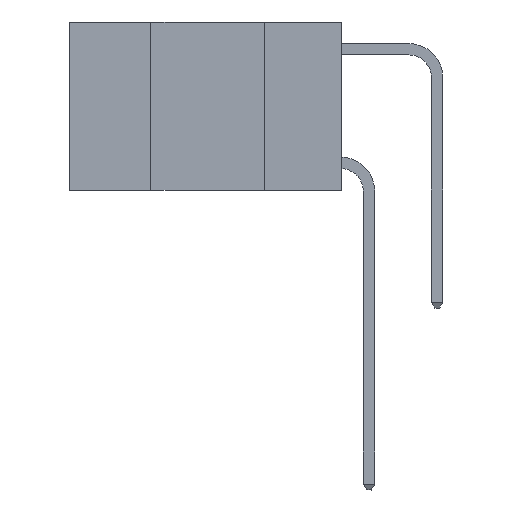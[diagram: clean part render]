
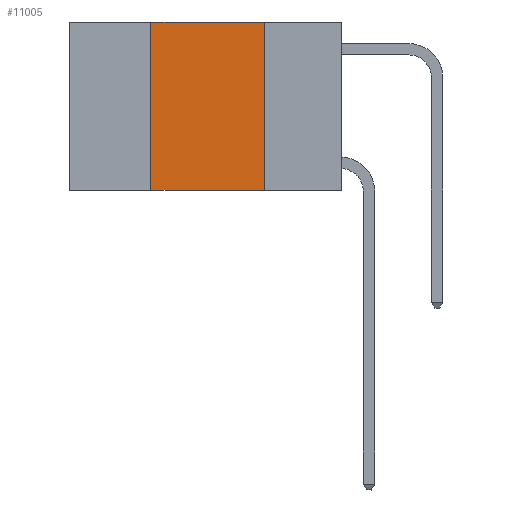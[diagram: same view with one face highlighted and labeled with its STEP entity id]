
A CAD part, left-side view. The second image highlights one B-rep face of the part: STEP entity #11005.
In plain terms, the highlighted planar face has unit normal (-1, 0, 0).
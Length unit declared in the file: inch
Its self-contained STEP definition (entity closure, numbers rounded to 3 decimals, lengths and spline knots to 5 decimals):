
#146 = VERTEX_POINT ( 'NONE', #1485 ) ;
#1485 = CARTESIAN_POINT ( 'NONE',  ( 0., 0.17, 0. ) ) ;
#1690 = CARTESIAN_POINT ( 'NONE',  ( 0., 0.6, 0. ) ) ;
#1803 = ORIENTED_EDGE ( 'NONE', *, *, #5991, .F. ) ;
#2826 = DIRECTION ( 'NONE',  ( 0., -1., 0. ) ) ;
#2960 = ORIENTED_EDGE ( 'NONE', *, *, #19555, .F. ) ;
#4339 = VECTOR ( 'NONE', #16655, 39.37008 ) ;
#4471 = VERTEX_POINT ( 'NONE', #11301 ) ;
#4523 = VERTEX_POINT ( 'NONE', #14477 ) ;
#4748 = DIRECTION ( 'NONE',  ( 1., 0., 0. ) ) ;
#5991 = EDGE_CURVE ( 'NONE', #4471, #146, #11299, .T. ) ;
#6034 = VECTOR ( 'NONE', #18864, 39.37008 ) ;
#6100 = CARTESIAN_POINT ( 'NONE',  ( 0., 0.42, -0.37 ) ) ;
#6619 = EDGE_CURVE ( 'NONE', #146, #4523, #8875, .T. ) ;
#6994 = ORIENTED_EDGE ( 'NONE', *, *, #6619, .F. ) ;
#8277 = CARTESIAN_POINT ( 'NONE',  ( 0., 0.42, 0. ) ) ;
#8875 = LINE ( 'NONE', #15131, #4339 ) ;
#9331 = CARTESIAN_POINT ( 'NONE',  ( 0., 0.6, -0.37 ) ) ;
#10854 = PLANE ( 'NONE',  #15269 ) ;
#11005 = ADVANCED_FACE ( 'NONE', ( #13911 ), #10854, .F. ) ;
#11299 = LINE ( 'NONE', #19449, #14859 ) ;
#11301 = CARTESIAN_POINT ( 'NONE',  ( 0., 0.42, 0. ) ) ;
#12233 = VERTEX_POINT ( 'NONE', #6100 ) ;
#12318 = ORIENTED_EDGE ( 'NONE', *, *, #18062, .T. ) ;
#12548 = LINE ( 'NONE', #9331, #16124 ) ;
#13911 = FACE_OUTER_BOUND ( 'NONE', #15155, .T. ) ;
#13930 = DIRECTION ( 'NONE',  ( 0., -1., 0. ) ) ;
#14477 = CARTESIAN_POINT ( 'NONE',  ( 0., 0.17, -0.37 ) ) ;
#14859 = VECTOR ( 'NONE', #2826, 39.37008 ) ;
#15131 = CARTESIAN_POINT ( 'NONE',  ( 0., 0.17, 0. ) ) ;
#15155 = EDGE_LOOP ( 'NONE', ( #6994, #1803, #2960, #12318 ) ) ;
#15269 = AXIS2_PLACEMENT_3D ( 'NONE', #1690, #4748, #15422 ) ;
#15422 = DIRECTION ( 'NONE',  ( 0., 0., -1. ) ) ;
#16124 = VECTOR ( 'NONE', #13930, 39.37008 ) ;
#16655 = DIRECTION ( 'NONE',  ( 0., 0., -1. ) ) ;
#18062 = EDGE_CURVE ( 'NONE', #12233, #4523, #12548, .T. ) ;
#18155 = LINE ( 'NONE', #8277, #6034 ) ;
#18864 = DIRECTION ( 'NONE',  ( 0., 0., 1. ) ) ;
#19449 = CARTESIAN_POINT ( 'NONE',  ( 0., 0.6, 0. ) ) ;
#19555 = EDGE_CURVE ( 'NONE', #12233, #4471, #18155, .T. ) ;
